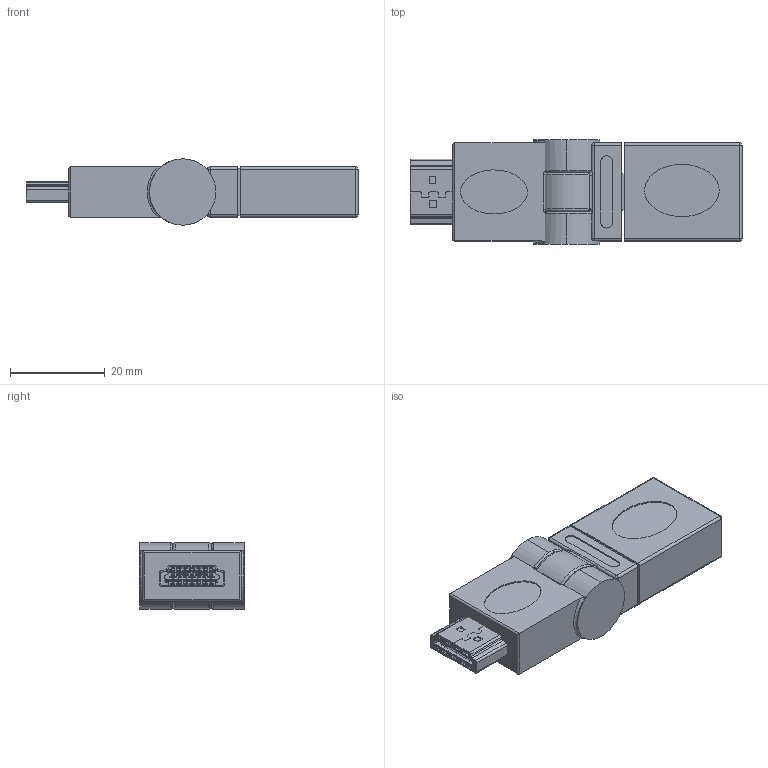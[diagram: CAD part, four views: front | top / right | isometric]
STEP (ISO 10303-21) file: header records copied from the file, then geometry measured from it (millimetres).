
FILE_DESCRIPTION (( 'STEP AP214' ), '1' );
FILE_NAME ('VHC00025.STEP', '2018-09-26T13:55:00', ( '' ), ( '' ), 'SwSTEP 2.0', 'SolidWorks 2017', '' );
FILE_SCHEMA (( 'AUTOMOTIVE_DESIGN' ));
Length unit declared in the file: inch
Products named in the file (10): VHC00025; 1AH05-013-MA2___; VHC-SW-MA1_SOLID; 1AH05-013-MA1___; 1AH05-004-MA2___; VHC-SW-MA3_no logo; 1AH05-004___; 1AH05-004-MA1___; 1AH05-004-MA3___; 1AH05-013___
Assembly tree (27 placements, depth 3):
  VHC00025
    VHC-SW-MA3_no logo
    VHC-SW-MA1_SOLID
    1AH05-013___
      1AH05-013-MA2___
      1AH05-013-MA1___
    1AH05-004___
      1AH05-004-MA1___
      1AH05-004-MA2___
      1AH05-004-MA3___  x19
Bounding box: 70.12 x 22.06 x 14 mm (x, y, z)
Volume: 13741.6 mm3; surface area: 10721.7 mm2
Topology: 44 solids, 44 shells, 3216 faces, 8359 edges, 5423 vertices
Faces by surface type: plane 2656, cylinder 419, bspline 106, torus 27, sphere 8
Entity records: 94885 total; most frequent: CARTESIAN_POINT 20695, ORIENTED_EDGE 14254, DIRECTION 12744, EDGE_CURVE 7127, LINE 6152, VECTOR 6152, VERTEX_POINT 4703, AXIS2_PLACEMENT_3D 3296
